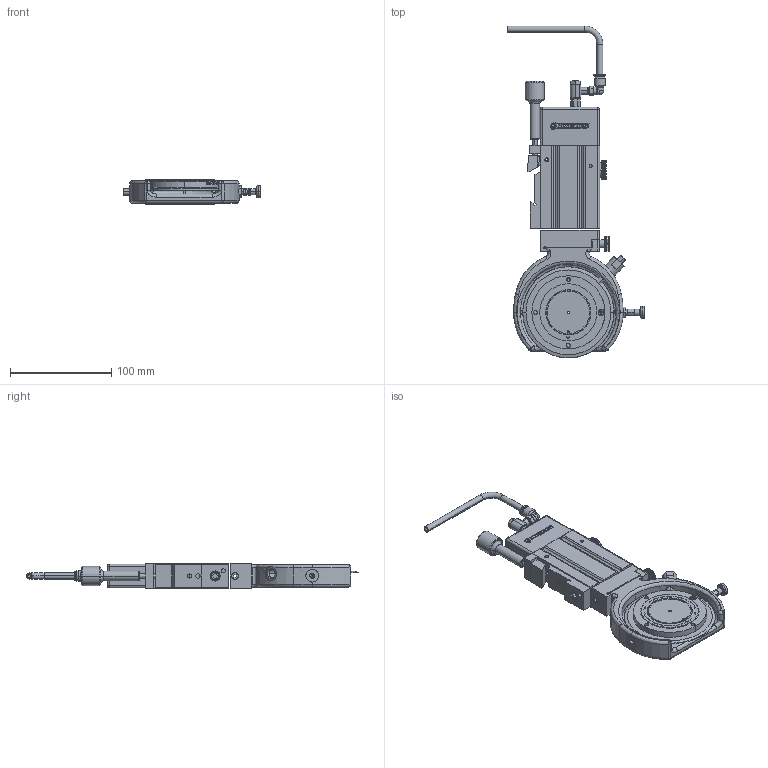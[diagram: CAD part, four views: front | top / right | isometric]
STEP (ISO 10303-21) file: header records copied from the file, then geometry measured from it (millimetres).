
FILE_DESCRIPTION (( 'STEP AP214' ), '1' );
FILE_NAME ('P3046-0004.STEP', '2022-10-17T15:31:56', ( '' ), ( '' ), 'SwSTEP 2.0', 'SolidWorks 2021', '' );
FILE_SCHEMA (( 'AUTOMOTIVE_DESIGN' ));
Length unit declared in the file: inch
Products named in the file (1): P3046-0004
Bounding box: 135.31 x 327.14 x 24.2 mm (x, y, z)
Surface area: 95427.6 mm2 (no closed solid volume)
Topology: 0 solids, 112 shells, 1340 faces, 6165 edges, 4710 vertices
Faces by surface type: plane 862, cylinder 249, cone 118, torus 55, bspline 37, sphere 19
Entity records: 88352 total; most frequent: CARTESIAN_POINT 25625, ORIENTED_EDGE 8945, DIRECTION 7984, EDGE_CURVE 6140, VERTEX_POINT 4704, VECTOR 2996, LINE 2996, AXIS2_PLACEMENT_3D 2494
